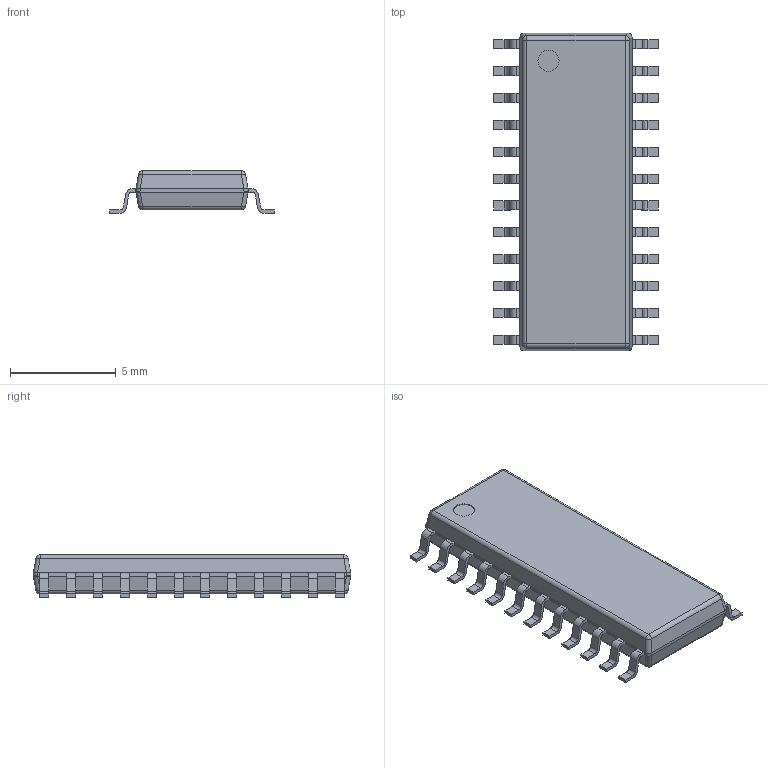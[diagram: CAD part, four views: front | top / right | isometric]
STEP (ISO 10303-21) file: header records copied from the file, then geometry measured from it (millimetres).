
FILE_DESCRIPTION((''),'2;1');
FILE_NAME('NS0024A_ASM','2021-10-08T14:52:31',('a0412086'),(''),'CREO PARAMETRIC BY PTC INC, 2018500','CREO PARAMETRIC BY PTC INC, 2018500','');
FILE_SCHEMA(('CONFIG_CONTROL_DESIGN','SHAPE_APPEARANCE_LAYERS_GROUPS'));
Length unit declared in the file: millimetre
Products named in the file (3): BODY-SO; LEAD-SO; NS0024A_ASM
Assembly tree (25 placements, depth 2):
  NS0024A_ASM
    BODY-SO
    LEAD-SO  x24
Bounding box: 7.8 x 15 x 2 mm (x, y, z)
Volume: 144.4 mm3; surface area: 274.8 mm2
Topology: 25 solids, 25 shells, 389 faces, 974 edges, 636 vertices
Faces by surface type: plane 263, cylinder 118, sphere 8
Entity records: 2841 total; most frequent: CARTESIAN_POINT 701, DIRECTION 340, ORIENTED_EDGE 292, PRESENTATION_STYLE_ASSIGNMENT 148, STYLED_ITEM 148, CURVE_STYLE 146, EDGE_CURVE 146, AXIS2_PLACEMENT_3D 131
